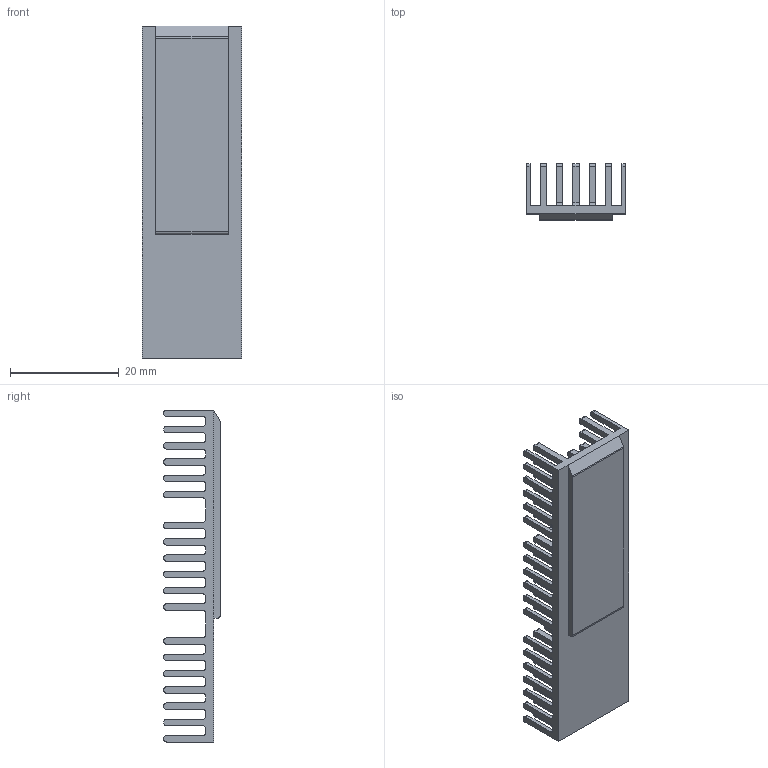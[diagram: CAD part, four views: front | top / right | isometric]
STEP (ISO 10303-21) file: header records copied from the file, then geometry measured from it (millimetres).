
FILE_DESCRIPTION (( 'STEP AP214' ), '1' );
FILE_NAME ('05-00429--A119635-001.STEP', '2020-09-22T15:33:35', ( '' ), ( '' ), 'SwSTEP 2.0', 'SolidWorks 2018', '' );
FILE_SCHEMA (( 'AUTOMOTIVE_DESIGN' ));
Length unit declared in the file: millimetre
Products named in the file (2): 05-00429--A119635-001
Bounding box: 18.3 x 10.4 x 61.2 mm (x, y, z)
Volume: 3407.9 mm3; surface area: 6549.5 mm2
Topology: 1 solids, 1 shells, 1021 faces, 2827 edges, 1884 vertices
Faces by surface type: plane 555, cylinder 466
Entity records: 32866 total; most frequent: DIRECTION 5805, CARTESIAN_POINT 5734, ORIENTED_EDGE 5654, EDGE_CURVE 2827, AXIS2_PLACEMENT_3D 1955, LINE 1895, VECTOR 1895, VERTEX_POINT 1884
